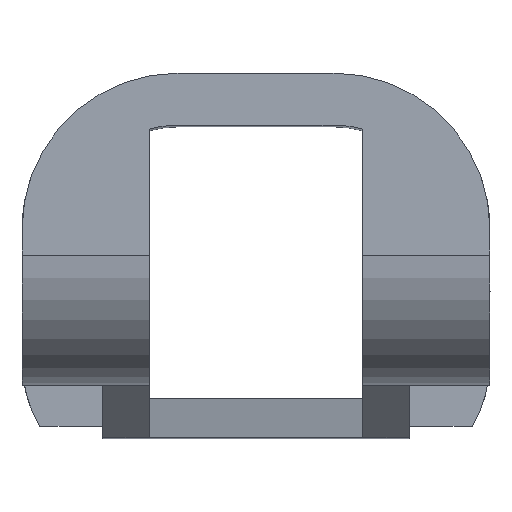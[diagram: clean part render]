
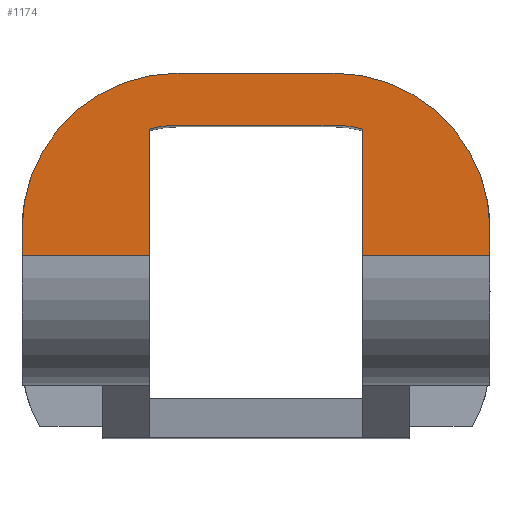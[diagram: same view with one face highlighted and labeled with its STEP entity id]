
A CAD part, top view. The second image highlights one B-rep face of the part: STEP entity #1174.
In plain terms, the highlighted planar face has unit normal (0, 0, 1).
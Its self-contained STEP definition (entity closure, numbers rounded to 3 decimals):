
#26=CIRCLE('',#1242,6.);
#34=CIRCLE('',#1259,6.);
#35=CIRCLE('',#1260,4.);
#36=CIRCLE('',#1261,4.);
#79=FACE_OUTER_BOUND('',#137,.T.);
#137=EDGE_LOOP('',(#838,#839,#840,#841,#842,#843,#844,#845,#846,#847,#848,
#849));
#236=LINE('',#1780,#371);
#237=LINE('',#1784,#372);
#238=LINE('',#1786,#373);
#239=LINE('',#1787,#374);
#240=LINE('',#1791,#375);
#241=LINE('',#1793,#376);
#242=LINE('',#1795,#377);
#243=LINE('',#1799,#378);
#371=VECTOR('',#1419,10.);
#372=VECTOR('',#1422,10.);
#373=VECTOR('',#1423,10.);
#374=VECTOR('',#1424,10.);
#375=VECTOR('',#1427,10.);
#376=VECTOR('',#1428,10.);
#377=VECTOR('',#1429,10.);
#378=VECTOR('',#1432,10.);
#479=VERTEX_POINT('',#1693);
#480=VERTEX_POINT('',#1695);
#510=VERTEX_POINT('',#1778);
#511=VERTEX_POINT('',#1782);
#512=VERTEX_POINT('',#1783);
#513=VERTEX_POINT('',#1785);
#514=VERTEX_POINT('',#1788);
#515=VERTEX_POINT('',#1790);
#516=VERTEX_POINT('',#1792);
#517=VERTEX_POINT('',#1794);
#518=VERTEX_POINT('',#1796);
#519=VERTEX_POINT('',#1798);
#601=EDGE_CURVE('',#480,#479,#26,.T.);
#639=EDGE_CURVE('',#510,#479,#236,.F.);
#640=EDGE_CURVE('',#511,#512,#237,.F.);
#641=EDGE_CURVE('',#513,#512,#238,.T.);
#642=EDGE_CURVE('',#513,#480,#239,.T.);
#643=EDGE_CURVE('',#510,#514,#34,.T.);
#644=EDGE_CURVE('',#514,#515,#240,.T.);
#645=EDGE_CURVE('',#515,#516,#241,.T.);
#646=EDGE_CURVE('',#517,#516,#242,.T.);
#647=EDGE_CURVE('',#517,#518,#35,.F.);
#648=EDGE_CURVE('',#519,#518,#243,.T.);
#649=EDGE_CURVE('',#519,#511,#36,.F.);
#838=ORIENTED_EDGE('',*,*,#640,.T.);
#839=ORIENTED_EDGE('',*,*,#641,.F.);
#840=ORIENTED_EDGE('',*,*,#642,.T.);
#841=ORIENTED_EDGE('',*,*,#601,.T.);
#842=ORIENTED_EDGE('',*,*,#639,.F.);
#843=ORIENTED_EDGE('',*,*,#643,.T.);
#844=ORIENTED_EDGE('',*,*,#644,.T.);
#845=ORIENTED_EDGE('',*,*,#645,.T.);
#846=ORIENTED_EDGE('',*,*,#646,.F.);
#847=ORIENTED_EDGE('',*,*,#647,.T.);
#848=ORIENTED_EDGE('',*,*,#648,.F.);
#849=ORIENTED_EDGE('',*,*,#649,.T.);
#1128=PLANE('',#1258);
#1174=ADVANCED_FACE('',(#79),#1128,.T.);
#1242=AXIS2_PLACEMENT_3D('',#1696,#1359,#1360);
#1258=AXIS2_PLACEMENT_3D('',#1781,#1420,#1421);
#1259=AXIS2_PLACEMENT_3D('',#1789,#1425,#1426);
#1260=AXIS2_PLACEMENT_3D('',#1797,#1430,#1431);
#1261=AXIS2_PLACEMENT_3D('',#1800,#1433,#1434);
#1359=DIRECTION('center_axis',(0.,0.,1.));
#1360=DIRECTION('ref_axis',(0.707,0.707,0.));
#1419=DIRECTION('',(-1.,0.,0.));
#1420=DIRECTION('center_axis',(0.,0.,1.));
#1421=DIRECTION('ref_axis',(-1.,0.,0.));
#1422=DIRECTION('',(0.,1.,0.));
#1423=DIRECTION('',(-1.,0.,0.));
#1424=DIRECTION('',(0.,1.,0.));
#1425=DIRECTION('center_axis',(0.,0.,1.));
#1426=DIRECTION('ref_axis',(-0.707,0.707,0.));
#1427=DIRECTION('',(0.,-1.,0.));
#1428=DIRECTION('',(1.,0.,0.));
#1429=DIRECTION('',(0.,-1.,0.));
#1430=DIRECTION('center_axis',(0.,0.,1.));
#1431=DIRECTION('ref_axis',(0.,1.,0.));
#1432=DIRECTION('',(-1.,0.,0.));
#1433=DIRECTION('center_axis',(0.,0.,1.));
#1434=DIRECTION('ref_axis',(0.866,0.5,0.));
#1693=CARTESIAN_POINT('',(3.,8.,46.097));
#1695=CARTESIAN_POINT('',(9.,2.,46.097));
#1696=CARTESIAN_POINT('Origin',(3.,2.,46.097));
#1778=CARTESIAN_POINT('',(-3.,8.,46.097));
#1780=CARTESIAN_POINT('',(4.5,8.,46.097));
#1781=CARTESIAN_POINT('Origin',(0.,0.,46.097));
#1782=CARTESIAN_POINT('',(4.1,5.846,46.097));
#1783=CARTESIAN_POINT('',(4.1,1.,46.097));
#1784=CARTESIAN_POINT('',(4.1,-8.28,46.097));
#1785=CARTESIAN_POINT('',(9.,1.,46.097));
#1786=CARTESIAN_POINT('',(4.5,1.,46.097));
#1787=CARTESIAN_POINT('',(9.,1.,46.097));
#1788=CARTESIAN_POINT('',(-9.,2.,46.097));
#1789=CARTESIAN_POINT('Origin',(-3.,2.,46.097));
#1790=CARTESIAN_POINT('',(-9.,1.,46.097));
#1791=CARTESIAN_POINT('',(-9.,1.,46.097));
#1792=CARTESIAN_POINT('',(-4.1,1.,46.097));
#1793=CARTESIAN_POINT('',(-4.5,1.,46.097));
#1794=CARTESIAN_POINT('',(-4.1,5.846,46.097));
#1795=CARTESIAN_POINT('',(-4.1,-7.394,46.097));
#1796=CARTESIAN_POINT('',(-3.,6.,46.097));
#1797=CARTESIAN_POINT('Origin',(-3.,2.,46.097));
#1798=CARTESIAN_POINT('',(3.,6.,46.097));
#1799=CARTESIAN_POINT('',(-1.5,6.,46.097));
#1800=CARTESIAN_POINT('Origin',(3.,2.,46.097));
